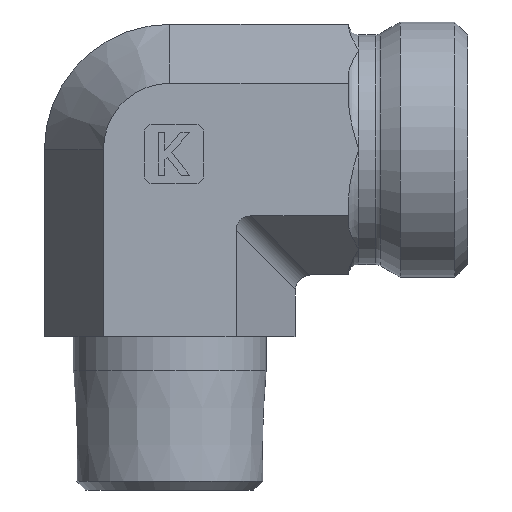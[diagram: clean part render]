
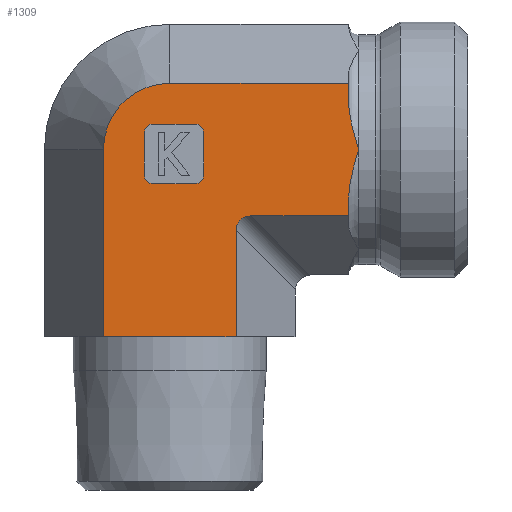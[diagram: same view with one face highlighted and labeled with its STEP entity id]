
A CAD part, left-side view. The second image highlights one B-rep face of the part: STEP entity #1309.
In plain terms, the highlighted planar face has unit normal (-1, 0, 0).
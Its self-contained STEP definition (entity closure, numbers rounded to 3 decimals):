
#289=CARTESIAN_POINT('',(-31.685,17.338,1.5));
#290=VERTEX_POINT('',#289);
#291=CARTESIAN_POINT('',(-31.685,1.75,1.5));
#292=VERTEX_POINT('',#291);
#293=CARTESIAN_POINT('',(-31.685,17.338,1.5));
#294=DIRECTION('',(0.0,-1.0,0.0));
#295=VECTOR('',#294,15.588);
#296=LINE('',#293,#295);
#297=EDGE_CURVE('',#290,#292,#296,.T.);
#528=CARTESIAN_POINT('',(-31.685,17.338,23.5));
#529=VERTEX_POINT('',#528);
#530=CARTESIAN_POINT('',(-31.685,17.338,1.5));
#531=DIRECTION('',(0.0,0.0,1.0));
#532=VECTOR('',#531,22.);
#533=LINE('',#530,#532);
#534=EDGE_CURVE('',#290,#529,#533,.T.);
#694=CARTESIAN_POINT('',(-31.685,-12.656,23.5));
#695=VERTEX_POINT('',#694);
#703=CARTESIAN_POINT('',(-31.685,-11.456,17.683));
#704=VERTEX_POINT('',#703);
#705=CARTESIAN_POINT('',(-31.685,-11.456,17.683));
#706=CARTESIAN_POINT('',(-31.685,-11.456,18.542));
#707=CARTESIAN_POINT('',(-31.685,-11.62,19.561));
#708=CARTESIAN_POINT('',(-31.685,-12.027,21.38));
#709=CARTESIAN_POINT('',(-31.685,-12.369,22.537));
#710=CARTESIAN_POINT('',(-31.685,-12.656,23.5));
#711=B_SPLINE_CURVE_WITH_KNOTS('',3,(#705,#706,#707,#708,#709,#710),.UNSPECIFIED.,.F.,.U.,(4,2,4),(1.145,1.402,1.704),.UNSPECIFIED.);
#712=EDGE_CURVE('',#704,#695,#711,.T.);
#740=CARTESIAN_POINT('',(-31.685,-11.456,29.317));
#741=VERTEX_POINT('',#740);
#749=CARTESIAN_POINT('',(-31.685,-12.656,23.5));
#750=CARTESIAN_POINT('',(-31.685,-12.369,24.463));
#751=CARTESIAN_POINT('',(-31.685,-12.027,25.62));
#752=CARTESIAN_POINT('',(-31.685,-11.62,27.439));
#753=CARTESIAN_POINT('',(-31.685,-11.456,28.458));
#754=CARTESIAN_POINT('',(-31.685,-11.456,29.317));
#755=B_SPLINE_CURVE_WITH_KNOTS('',3,(#749,#750,#751,#752,#753,#754),.UNSPECIFIED.,.F.,.U.,(4,2,4),(0.0,0.302,0.559),.UNSPECIFIED.);
#756=EDGE_CURVE('',#695,#741,#755,.T.);
#1148=CARTESIAN_POINT('',(-31.685,-11.456,15.706));
#1149=VERTEX_POINT('',#1148);
#1156=CARTESIAN_POINT('',(-31.685,0.018,15.706));
#1157=VERTEX_POINT('',#1156);
#1158=CARTESIAN_POINT('',(-31.685,0.018,15.706));
#1159=DIRECTION('',(0.0,-1.0,0.0));
#1160=VECTOR('',#1159,11.474);
#1161=LINE('',#1158,#1160);
#1162=EDGE_CURVE('',#1157,#1149,#1161,.T.);
#1183=CARTESIAN_POINT('',(-31.685,1.75,0.0));
#1184=DIRECTION('',(-1.0,0.0,0.0));
#1185=DIRECTION('',(0.0,0.0,1.0));
#1186=AXIS2_PLACEMENT_3D('',#1183,#1184,#1185);
#1187=PLANE('',#1186);
#1188=ORIENTED_EDGE('',*,*,#297,.T.);
#1189=CARTESIAN_POINT('',(-31.685,1.75,13.974));
#1190=VERTEX_POINT('',#1189);
#1191=CARTESIAN_POINT('',(-31.685,1.75,1.5));
#1192=DIRECTION('',(0.0,0.0,1.0));
#1193=VECTOR('',#1192,12.474);
#1194=LINE('',#1191,#1193);
#1195=EDGE_CURVE('',#292,#1190,#1194,.T.);
#1196=ORIENTED_EDGE('',*,*,#1195,.T.);
#1197=CARTESIAN_POINT('',(-31.685,-0.56,13.396));
#1198=DIRECTION('',(-1.0,0.0,0.0));
#1199=DIRECTION('',(0.0,0.707,0.707));
#1200=AXIS2_PLACEMENT_3D('',#1197,#1198,#1199);
#1201=ELLIPSE('',#1200,2.582,2.0);
#1202=EDGE_CURVE('',#1157,#1190,#1201,.T.);
#1203=ORIENTED_EDGE('',*,*,#1202,.F.);
#1204=ORIENTED_EDGE('',*,*,#1162,.T.);
#1205=CARTESIAN_POINT('',(-31.685,-11.456,15.706));
#1206=DIRECTION('',(0.0,0.0,1.0));
#1207=VECTOR('',#1206,1.977);
#1208=LINE('',#1205,#1207);
#1209=EDGE_CURVE('',#1149,#704,#1208,.T.);
#1210=ORIENTED_EDGE('',*,*,#1209,.T.);
#1211=ORIENTED_EDGE('',*,*,#712,.T.);
#1212=ORIENTED_EDGE('',*,*,#756,.T.);
#1213=CARTESIAN_POINT('',(-31.685,-11.456,31.294));
#1214=VERTEX_POINT('',#1213);
#1215=CARTESIAN_POINT('',(-31.685,-11.456,29.317));
#1216=DIRECTION('',(0.0,0.0,1.0));
#1217=VECTOR('',#1216,1.977);
#1218=LINE('',#1215,#1217);
#1219=EDGE_CURVE('',#741,#1214,#1218,.T.);
#1220=ORIENTED_EDGE('',*,*,#1219,.T.);
#1221=CARTESIAN_POINT('',(-31.685,9.544,31.294));
#1222=VERTEX_POINT('',#1221);
#1223=CARTESIAN_POINT('',(-31.685,9.544,31.294));
#1224=DIRECTION('',(0.0,-1.0,0.0));
#1225=VECTOR('',#1224,21.);
#1226=LINE('',#1223,#1225);
#1227=EDGE_CURVE('',#1222,#1214,#1226,.T.);
#1228=ORIENTED_EDGE('',*,*,#1227,.F.);
#1229=CARTESIAN_POINT('',(-31.685,9.544,23.5));
#1230=DIRECTION('',(-1.0,0.0,0.0));
#1231=DIRECTION('',(0.0,0.0,1.0));
#1232=AXIS2_PLACEMENT_3D('',#1229,#1230,#1231);
#1233=CIRCLE('',#1232,7.794);
#1234=EDGE_CURVE('',#1222,#529,#1233,.T.);
#1235=ORIENTED_EDGE('',*,*,#1234,.T.);
#1236=ORIENTED_EDGE('',*,*,#534,.F.);
#1237=EDGE_LOOP('',(#1188,#1196,#1203,#1204,#1210,#1211,#1212,#1220,#1228,#1235,#1236));
#1238=FACE_OUTER_BOUND('',#1237,.T.);
#1239=CARTESIAN_POINT('',(-31.685,6.544,19.5));
#1240=VERTEX_POINT('',#1239);
#1241=CARTESIAN_POINT('',(-31.685,11.544,19.5));
#1242=VERTEX_POINT('',#1241);
#1243=CARTESIAN_POINT('',(-31.685,6.544,19.5));
#1244=DIRECTION('',(0.0,1.0,0.0));
#1245=VECTOR('',#1244,5.);
#1246=LINE('',#1243,#1245);
#1247=EDGE_CURVE('',#1240,#1242,#1246,.T.);
#1248=ORIENTED_EDGE('',*,*,#1247,.T.);
#1249=CARTESIAN_POINT('',(-31.685,12.544,20.5));
#1250=VERTEX_POINT('',#1249);
#1251=CARTESIAN_POINT('',(-31.685,11.544,20.5));
#1252=DIRECTION('',(-1.0,0.0,0.0));
#1253=DIRECTION('',(0.0,0.707,-0.707));
#1254=AXIS2_PLACEMENT_3D('',#1251,#1252,#1253);
#1255=CIRCLE('',#1254,1.0);
#1256=EDGE_CURVE('',#1250,#1242,#1255,.T.);
#1257=ORIENTED_EDGE('',*,*,#1256,.F.);
#1258=CARTESIAN_POINT('',(-31.685,12.544,25.5));
#1259=VERTEX_POINT('',#1258);
#1260=CARTESIAN_POINT('',(-31.685,12.544,20.5));
#1261=DIRECTION('',(0.0,0.0,1.0));
#1262=VECTOR('',#1261,5.);
#1263=LINE('',#1260,#1262);
#1264=EDGE_CURVE('',#1250,#1259,#1263,.T.);
#1265=ORIENTED_EDGE('',*,*,#1264,.T.);
#1266=CARTESIAN_POINT('',(-31.685,11.544,26.5));
#1267=VERTEX_POINT('',#1266);
#1268=CARTESIAN_POINT('',(-31.685,11.544,25.5));
#1269=DIRECTION('',(-1.0,0.0,0.0));
#1270=DIRECTION('',(0.0,0.707,0.707));
#1271=AXIS2_PLACEMENT_3D('',#1268,#1269,#1270);
#1272=CIRCLE('',#1271,1.0);
#1273=EDGE_CURVE('',#1267,#1259,#1272,.T.);
#1274=ORIENTED_EDGE('',*,*,#1273,.F.);
#1275=CARTESIAN_POINT('',(-31.685,6.544,26.5));
#1276=VERTEX_POINT('',#1275);
#1277=CARTESIAN_POINT('',(-31.685,11.544,26.5));
#1278=DIRECTION('',(0.0,-1.0,0.0));
#1279=VECTOR('',#1278,5.);
#1280=LINE('',#1277,#1279);
#1281=EDGE_CURVE('',#1267,#1276,#1280,.T.);
#1282=ORIENTED_EDGE('',*,*,#1281,.T.);
#1283=CARTESIAN_POINT('',(-31.685,5.544,25.5));
#1284=VERTEX_POINT('',#1283);
#1285=CARTESIAN_POINT('',(-31.685,6.544,25.5));
#1286=DIRECTION('',(-1.0,0.0,0.0));
#1287=DIRECTION('',(0.0,-0.707,0.707));
#1288=AXIS2_PLACEMENT_3D('',#1285,#1286,#1287);
#1289=CIRCLE('',#1288,1.0);
#1290=EDGE_CURVE('',#1284,#1276,#1289,.T.);
#1291=ORIENTED_EDGE('',*,*,#1290,.F.);
#1292=CARTESIAN_POINT('',(-31.685,5.544,20.5));
#1293=VERTEX_POINT('',#1292);
#1294=CARTESIAN_POINT('',(-31.685,5.544,25.5));
#1295=DIRECTION('',(0.0,0.0,-1.0));
#1296=VECTOR('',#1295,5.0);
#1297=LINE('',#1294,#1296);
#1298=EDGE_CURVE('',#1284,#1293,#1297,.T.);
#1299=ORIENTED_EDGE('',*,*,#1298,.T.);
#1300=CARTESIAN_POINT('',(-31.685,6.544,20.5));
#1301=DIRECTION('',(-1.0,0.0,0.0));
#1302=DIRECTION('',(0.0,-0.707,-0.707));
#1303=AXIS2_PLACEMENT_3D('',#1300,#1301,#1302);
#1304=CIRCLE('',#1303,1.0);
#1305=EDGE_CURVE('',#1240,#1293,#1304,.T.);
#1306=ORIENTED_EDGE('',*,*,#1305,.F.);
#1307=EDGE_LOOP('',(#1248,#1257,#1265,#1274,#1282,#1291,#1299,#1306));
#1308=FACE_BOUND('',#1307,.T.);
#1309=ADVANCED_FACE('',(#1238,#1308),#1187,.T.);
